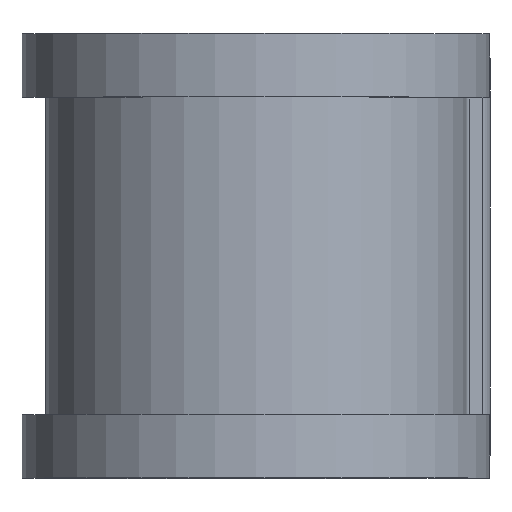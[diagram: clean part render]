
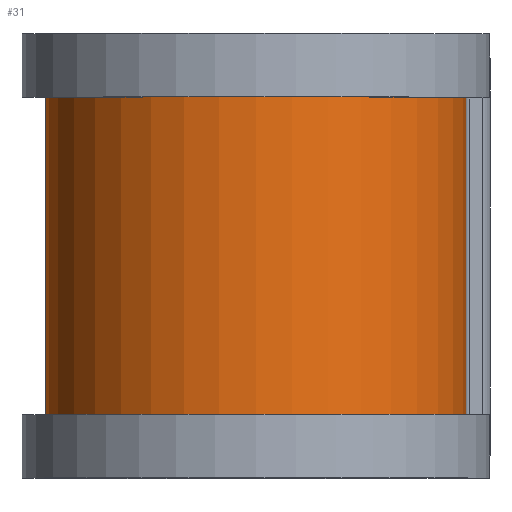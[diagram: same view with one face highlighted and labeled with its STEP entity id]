
A CAD part, top view. The second image highlights one B-rep face of the part: STEP entity #31.
In plain terms, the highlighted cylindrical face has radius 13.449 mm (diameter 26.899 mm), a partial arc.
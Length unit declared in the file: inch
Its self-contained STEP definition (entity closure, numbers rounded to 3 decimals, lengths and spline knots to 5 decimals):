
#12 = DIRECTION ( 'NONE',  ( 0., -1., 0. ) ) ;
#31 = ADVANCED_FACE ( 'NONE', ( #1154 ), #164, .T. ) ;
#48 = VECTOR ( 'NONE', #385, 39.37008 ) ;
#125 = ORIENTED_EDGE ( 'NONE', *, *, #938, .T. ) ;
#131 = ORIENTED_EDGE ( 'NONE', *, *, #1498, .F. ) ;
#149 = DIRECTION ( 'NONE',  ( 0., -1., 0. ) ) ;
#164 = CYLINDRICAL_SURFACE ( 'NONE', #967, 0.5295 ) ;
#266 = CARTESIAN_POINT ( 'NONE',  ( 0.5295, -0.4, 0. ) ) ;
#317 = CARTESIAN_POINT ( 'NONE',  ( 0., 0.4, -0.5295 ) ) ;
#385 = DIRECTION ( 'NONE',  ( 0., -1., 0. ) ) ;
#396 = EDGE_CURVE ( 'NONE', #1026, #457, #620, .T. ) ;
#413 = CARTESIAN_POINT ( 'NONE',  ( 0.5295, 0.5, 0. ) ) ;
#457 = VERTEX_POINT ( 'NONE', #1199 ) ;
#460 = ORIENTED_EDGE ( 'NONE', *, *, #396, .T. ) ;
#528 = DIRECTION ( 'NONE',  ( 0., 0., -1. ) ) ;
#551 = CARTESIAN_POINT ( 'NONE',  ( 0., 0.5, -0.5295 ) ) ;
#570 = DIRECTION ( 'NONE',  ( 0., -1., 0. ) ) ;
#620 = LINE ( 'NONE', #551, #48 ) ;
#737 = CIRCLE ( 'NONE', #821, 0.5295 ) ;
#821 = AXIS2_PLACEMENT_3D ( 'NONE', #961, #149, #1090 ) ;
#938 = EDGE_CURVE ( 'NONE', #1422, #1026, #737, .T. ) ;
#961 = CARTESIAN_POINT ( 'NONE',  ( 0., 0.4, 0. ) ) ;
#967 = AXIS2_PLACEMENT_3D ( 'NONE', #1747, #1758, #528 ) ;
#1026 = VERTEX_POINT ( 'NONE', #317 ) ;
#1047 = ORIENTED_EDGE ( 'NONE', *, *, #1467, .F. ) ;
#1086 = AXIS2_PLACEMENT_3D ( 'NONE', #1371, #570, #1507 ) ;
#1090 = DIRECTION ( 'NONE',  ( 0., 0., -1. ) ) ;
#1154 = FACE_OUTER_BOUND ( 'NONE', #1156, .T. ) ;
#1156 = EDGE_LOOP ( 'NONE', ( #1047, #125, #460, #131 ) ) ;
#1199 = CARTESIAN_POINT ( 'NONE',  ( 0., -0.4, -0.5295 ) ) ;
#1371 = CARTESIAN_POINT ( 'NONE',  ( 0., -0.4, 0. ) ) ;
#1420 = VERTEX_POINT ( 'NONE', #266 ) ;
#1422 = VERTEX_POINT ( 'NONE', #1750 ) ;
#1467 = EDGE_CURVE ( 'NONE', #1422, #1420, #1714, .T. ) ;
#1498 = EDGE_CURVE ( 'NONE', #1420, #457, #1635, .T. ) ;
#1507 = DIRECTION ( 'NONE',  ( 0., 0., -1. ) ) ;
#1635 = CIRCLE ( 'NONE', #1086, 0.5295 ) ;
#1687 = VECTOR ( 'NONE', #12, 39.37008 ) ;
#1714 = LINE ( 'NONE', #413, #1687 ) ;
#1747 = CARTESIAN_POINT ( 'NONE',  ( 0., 0.5, 0. ) ) ;
#1750 = CARTESIAN_POINT ( 'NONE',  ( 0.5295, 0.4, 0. ) ) ;
#1758 = DIRECTION ( 'NONE',  ( 0., -1., 0. ) ) ;
